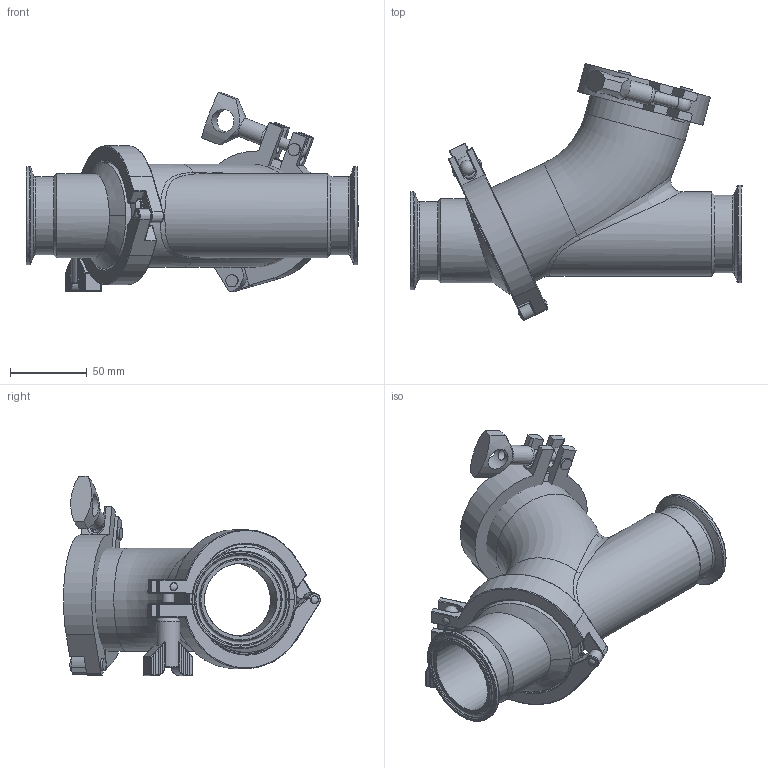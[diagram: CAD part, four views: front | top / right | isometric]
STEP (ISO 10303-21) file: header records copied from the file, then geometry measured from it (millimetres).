
FILE_DESCRIPTION(/* description */ (''),/* implementation_level */ '2;1');
FILE_NAME(/* name */ '45BYMP-2.stp',/* time_stamp */ '2024-03-06T14:48:25-05:00',/* author */ ('mwardour'),/* organization */ (''),/* preprocessor_version */ 'ST-DEVELOPER v20',/* originating_system */ 'Autodesk Inventor 2024',/* authorisation */ '');
FILE_SCHEMA (('AUTOMOTIVE_DESIGN { 1 0 10303 214 3 1 1 }'));
Length unit declared in the file: inch
Products named in the file (10): 45BYMP-2; 45BYMP-2_1; 40MP-2.5; 16AMP-2.5; 13MHHM-2.5; 2_50 Slot Side; KCH02500 Bolt Side; 500 Bolt; CLAMP NUT HOLE; ISO 2341 - A - 5 x 24
Assembly tree (10 placements, depth 3):
  45BYMP-2
    45BYMP-2_1
    40MP-2.5
    16AMP-2.5
    13MHHM-2.5
      2_50 Slot Side
      KCH02500 Bolt Side
      500 Bolt
      CLAMP NUT HOLE
      ISO 2341 - A - 5 x 24  x2
Bounding box: 216.81 x 167.78 x 130.04 mm (x, y, z)
Volume: 268201.6 mm3; surface area: 176272.1 mm2
Topology: 10 solids, 18 shells, 487 faces, 1202 edges, 720 vertices
Faces by surface type: cylinder 219, plane 102, torus 67, sphere 40, bspline 31, cone 28
Full cylindrical faces by diameter (mm): 5 x2, 5.4 x4, 5.588 x5, 6.6 x23, 7.112 x1, 7.62 x1, 8 x28, 9.5 x1, 12.7 x1, 14.986 x1, 15.5 x1, 47.5 x2, 50.8 x2, 54.9 x1, 55 x1, 60.19 x2, 60.96 x1, 62.4 x1, 63.91 x2, 67.39 x2, 68.5 x2, 69 x1, 73.025 x2, 77.2 x2, 77.39 x1, 77.394 x1, 77.47 x1
Entity records: 23133 total; most frequent: CARTESIAN_POINT 11383, DIRECTION 2358, ORIENTED_EDGE 2290, EDGE_CURVE 1163, AXIS2_PLACEMENT_3D 967, VERTEX_POINT 714, EDGE_LOOP 519, CIRCLE 487
